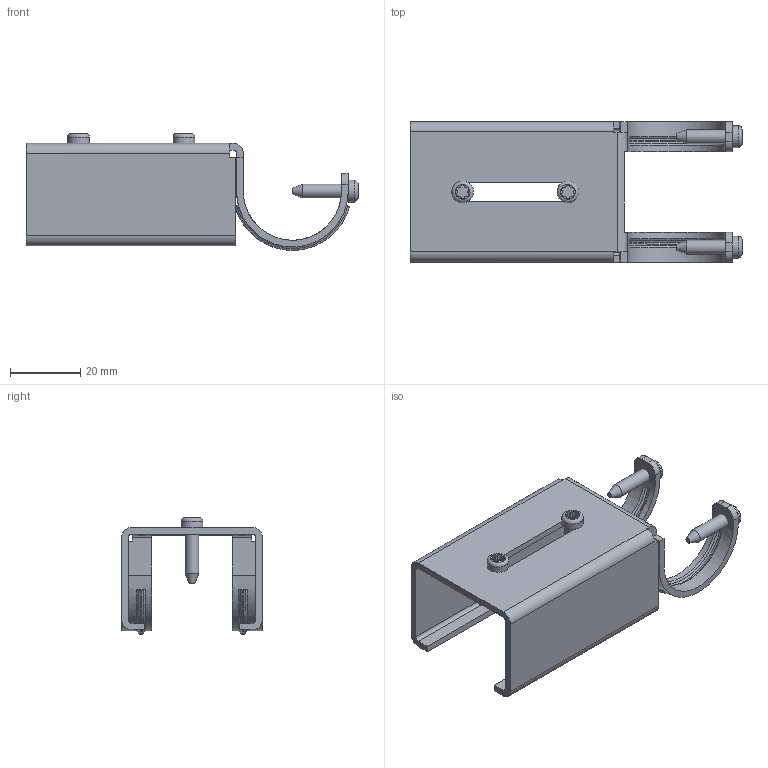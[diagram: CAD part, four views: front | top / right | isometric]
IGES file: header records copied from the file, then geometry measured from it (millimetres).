
Global section: file name: 700414; native system: Autodesk Inventor 2021; preprocessor: unknown; author: Cadenas PARTsolutions; organization: FATH; date: 20201211.115414; units: millimetre
Bounding box: 94.6 x 40 x 33.3 mm (x, y, z)
Volume: 14028.7 mm3; surface area: 16533.7 mm2
Topology: 5 solids, 5 shells, 219 faces, 619 edges, 418 vertices
Faces by surface type: bspline 219
